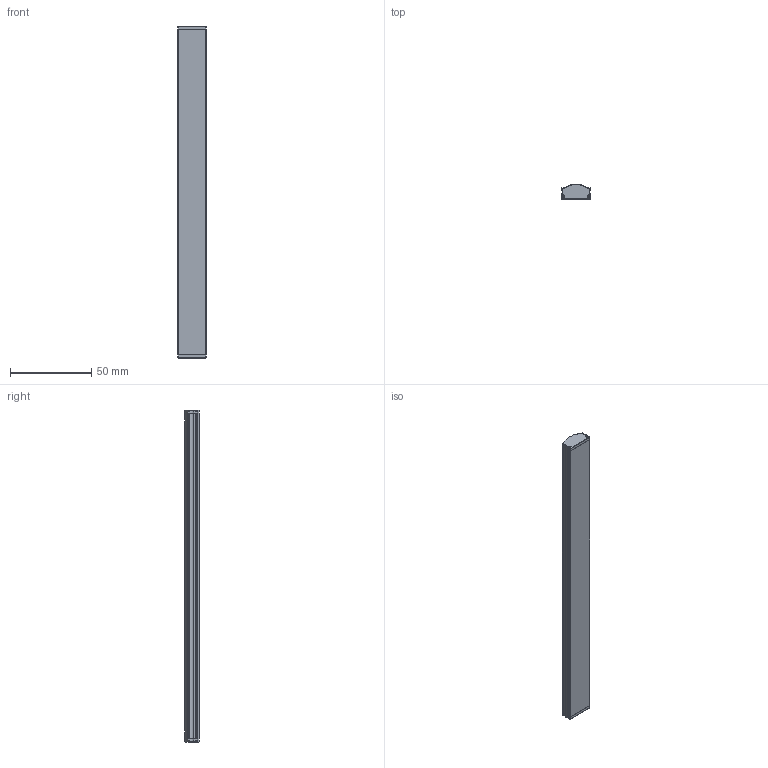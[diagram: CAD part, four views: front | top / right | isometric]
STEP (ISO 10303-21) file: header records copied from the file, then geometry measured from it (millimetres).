
FILE_DESCRIPTION((''),'2;1');
FILE_NAME('AP008_ASM','2020-08-25T',('Administrator'),(''),'PRO/ENGINEER BY PARAMETRIC TECHNOLOGY CORPORATION, 2011310','PRO/ENGINEER BY PARAMETRIC TECHNOLOGY CORPORATION, 2011310','');
FILE_SCHEMA(('AUTOMOTIVE_DESIGN_CC2 { 1 2 10303 214 -1 1 5 2 }'));
Length unit declared in the file: millimetre
Products named in the file (5): AP008-BASE; AP008-DIFFUSE; AP008-ENDCAP-0; AP008-ENDCAP-1; AP008_ASM
Assembly tree (4 placements, depth 2):
  AP008_ASM
    AP008-BASE
    AP008-DIFFUSE
    AP008-ENDCAP-0
    AP008-ENDCAP-1
Bounding box: 17.5 x 9.15 x 203.9 mm (x, y, z)
Volume: 7718.1 mm3; surface area: 24289.3 mm2
Topology: 3 solids, 4 shells, 264 faces, 688 edges, 432 vertices
Faces by surface type: cylinder 136, plane 90, bspline 24, torus 14
Entity records: 11905 total; most frequent: CARTESIAN_POINT 3265, ORIENTED_EDGE 1376, DIRECTION 1368, PRESENTATION_STYLE_ASSIGNMENT 692, STYLED_ITEM 692, CURVE_STYLE 688, EDGE_CURVE 688, AXIS2_PLACEMENT_3D 495
